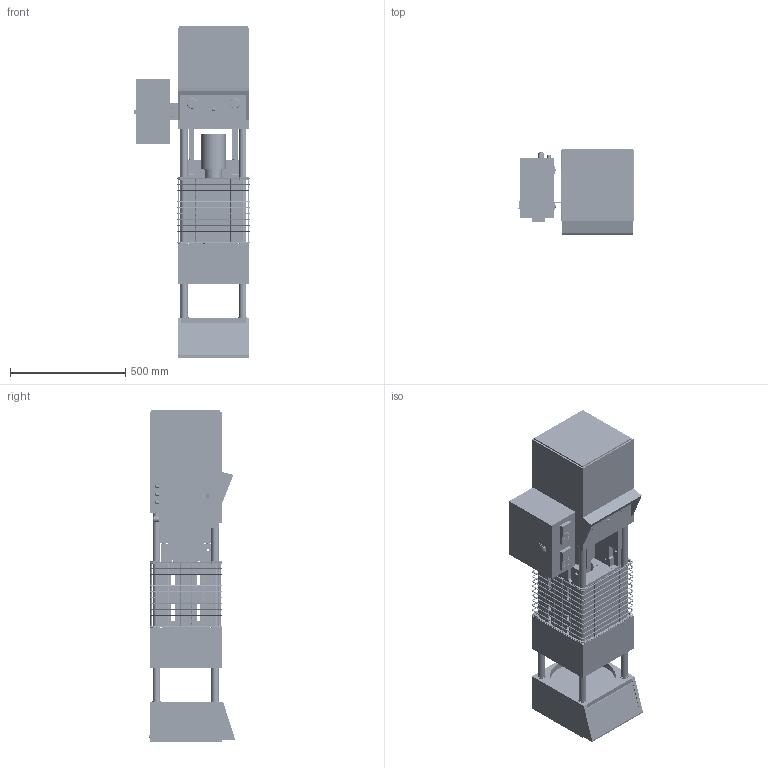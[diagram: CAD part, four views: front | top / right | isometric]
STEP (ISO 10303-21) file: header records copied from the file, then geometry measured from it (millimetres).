
FILE_DESCRIPTION(/* description */ (''),/* implementation_level */ '2;1');
FILE_NAME(/* name */ 'MorganPress_SFDL_v01.step',/* time_stamp */ '2021-03-26T14:53:34-07:00',/* author */ (''),/* organization */ (''),/* preprocessor_version */ 'ST-DEVELOPER v18.1',/* originating_system */ 'Autodesk Translation Framework v9.10.0.1330',/* authorisation */ '');
FILE_SCHEMA (('AUTOMOTIVE_DESIGN { 1 0 10303 214 3 1 1 }'));
Products named in the file (6): MorganPress01; Overall; UpperPlatenAssembly; Pre-Heat Plate; Nozzle; TableGuard
Assembly tree (5 placements, depth 2):
  MorganPress01
    Overall
    UpperPlatenAssembly
    Pre-Heat Plate
    Nozzle
    TableGuard
Bounding box: 499.95 x 371.48 x 1435.1 mm (x, y, z)
Volume: 81414542.4 mm3; surface area: 4827483.8 mm2
Topology: 47 solids, 47 shells, 3828 faces, 10837 edges, 7085 vertices
Faces by surface type: cylinder 2547, plane 975, torus 206, bspline 92, sphere 7, cone 1
Full cylindrical faces by diameter (mm): 4.762 x1, 5.08 x12, 5.588 x4, 6.35 x1, 7.6 x92, 7.62 x9, 7.633 x6, 7.789 x1, 7.938 x22, 7.94 x303, 9.312 x92, 9.406 x7, 9.525 x319, 9.657 x1, 10.16 x5, 10.335 x148, 10.737 x164, 10.922 x3, 12.456 x176, 12.7 x251, 13.388 x1, 14.224 x2, 14.287 x2, 14.298 x1, 14.732 x5, 15.24 x18, 15.742 x1, 16.713 x1, 17.462 x8, 25.4 x3
Entity records: 304395 total; most frequent: CARTESIAN_POINT 212199, ORIENTED_EDGE 21674, DIRECTION 15286, EDGE_CURVE 10837, VERTEX_POINT 7085, AXIS2_PLACEMENT_3D 5234, LINE 4818, VECTOR 4818
